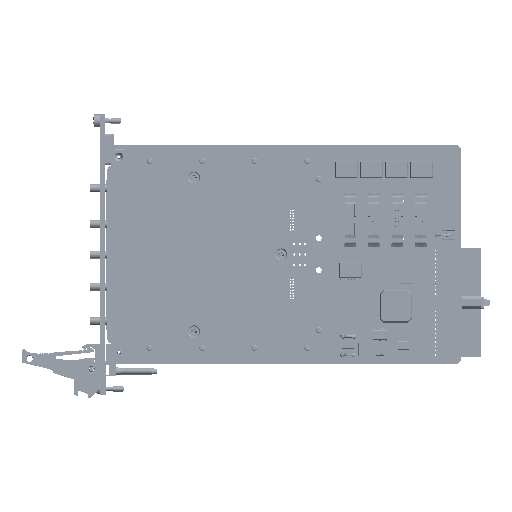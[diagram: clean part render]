
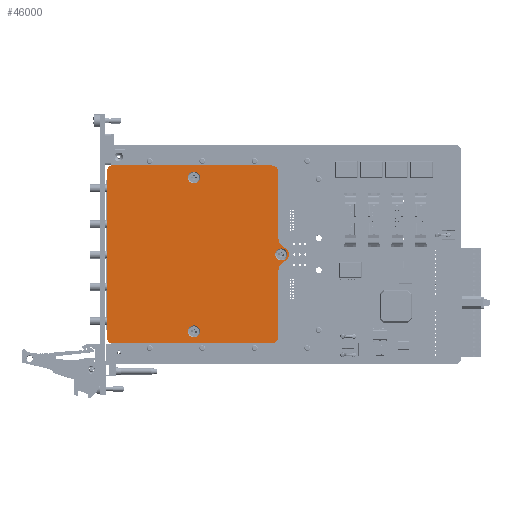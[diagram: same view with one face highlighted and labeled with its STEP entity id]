
A CAD part, top view. The second image highlights one B-rep face of the part: STEP entity #46000.
In plain terms, the highlighted planar face has unit normal (0, 0, 1).
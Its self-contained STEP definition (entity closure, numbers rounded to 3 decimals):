
#28509 = EDGE_CURVE ( 'NONE', #188655, #34040, #197188, .T. ) ;
#28514 = EDGE_CURVE ( 'NONE', #188673, #188655, #197219, .T. ) ;
#28530 = EDGE_CURVE ( 'NONE', #188657, #33589, #197230, .T. ) ;
#28535 = EDGE_CURVE ( 'NONE', #33589, #188653, #197234, .T. ) ;
#28545 = EDGE_CURVE ( 'NONE', #188653, #34048, #197249, .T. ) ;
#28551 = EDGE_CURVE ( 'NONE', #34048, #33583, #197251, .T. ) ;
#28566 = EDGE_CURVE ( 'NONE', #33626, #33628, #197259, .T. ) ;
#28577 = EDGE_CURVE ( 'NONE', #33997, #33990, #197271, .T. ) ;
#28592 = EDGE_CURVE ( 'NONE', #84758, #84758, #197285, .T. ) ;
#28596 = EDGE_CURVE ( 'NONE', #84760, #84760, #197288, .T. ) ;
#28599 = EDGE_CURVE ( 'NONE', #33583, #33990, #197282, .T. ) ;
#28602 = EDGE_CURVE ( 'NONE', #188657, #188673, #197280, .T. ) ;
#28605 = EDGE_CURVE ( 'NONE', #34040, #33626, #197294, .T. ) ;
#32302 = EDGE_LOOP ( 'NONE', ( #55404 ) ) ;
#32325 = EDGE_LOOP ( 'NONE', ( #55406 ) ) ;
#33243 = EDGE_LOOP ( 'NONE', ( #55408 ) ) ;
#33252 = EDGE_LOOP ( 'NONE', ( #55410, #55412, #55414, #55416, #55418, #55420, #55422, #55424, #55427, #55430, #55433, #55436 ) ) ;
#33583 = VERTEX_POINT ( 'NONE', #101966 ) ;
#33589 = VERTEX_POINT ( 'NONE', #101978 ) ;
#33626 = VERTEX_POINT ( 'NONE', #102009 ) ;
#33628 = VERTEX_POINT ( 'NONE', #102002 ) ;
#33990 = VERTEX_POINT ( 'NONE', #71977 ) ;
#33997 = VERTEX_POINT ( 'NONE', #71981 ) ;
#34040 = VERTEX_POINT ( 'NONE', #72008 ) ;
#34048 = VERTEX_POINT ( 'NONE', #72013 ) ;
#46000 = ADVANCED_FACE ( 'NONE', ( #232303, #232305, #232301, #232306 ), #92049, .F. ) ;
#55404 = ORIENTED_EDGE ( 'NONE', *, *, #28596, .F. ) ;
#55406 = ORIENTED_EDGE ( 'NONE', *, *, #28592, .F. ) ;
#55408 = ORIENTED_EDGE ( 'NONE', *, *, #222911, .F. ) ;
#55410 = ORIENTED_EDGE ( 'NONE', *, *, #221487, .T. ) ;
#55412 = ORIENTED_EDGE ( 'NONE', *, *, #28577, .T. ) ;
#55414 = ORIENTED_EDGE ( 'NONE', *, *, #28599, .F. ) ;
#55416 = ORIENTED_EDGE ( 'NONE', *, *, #28551, .F. ) ;
#55418 = ORIENTED_EDGE ( 'NONE', *, *, #28545, .F. ) ;
#55420 = ORIENTED_EDGE ( 'NONE', *, *, #28535, .F. ) ;
#55422 = ORIENTED_EDGE ( 'NONE', *, *, #28530, .F. ) ;
#55424 = ORIENTED_EDGE ( 'NONE', *, *, #28602, .T. ) ;
#55427 = ORIENTED_EDGE ( 'NONE', *, *, #28514, .T. ) ;
#55430 = ORIENTED_EDGE ( 'NONE', *, *, #28509, .T. ) ;
#55433 = ORIENTED_EDGE ( 'NONE', *, *, #28605, .T. ) ;
#55436 = ORIENTED_EDGE ( 'NONE', *, *, #28566, .T. ) ;
#66817 = CARTESIAN_POINT ( 'NONE',  ( -38.954, 32.777, 10.031 ) ) ;
#66819 = CARTESIAN_POINT ( 'NONE',  ( -38.954, -37.618, 10.031 ) ) ;
#67802 = CARTESIAN_POINT ( 'NONE',  ( 0.974, -2.417, 10.031 ) ) ;
#68625 = VERTEX_POINT ( 'NONE', #67802 ) ;
#71977 = CARTESIAN_POINT ( 'NONE',  ( -3.092, -40.117, 10.031 ) ) ;
#71981 = CARTESIAN_POINT ( 'NONE',  ( -6.092, -43.117, 10.031 ) ) ;
#72008 = CARTESIAN_POINT ( 'NONE',  ( -81.306, 36.283, 10.031 ) ) ;
#72013 = CARTESIAN_POINT ( 'NONE',  ( -0.265, -5.574, 10.031 ) ) ;
#80006 = AXIS2_PLACEMENT_3D ( 'NONE', #92226, #92231, #92234 ) ;
#84758 = VERTEX_POINT ( 'NONE', #66817 ) ;
#84760 = VERTEX_POINT ( 'NONE', #66819 ) ;
#92049 = PLANE ( 'NONE',  #80006 ) ;
#92226 = CARTESIAN_POINT ( 'NONE',  ( -79.306, 36.283, 10.031 ) ) ;
#92231 = DIRECTION ( 'NONE',  ( 0., 0., -1. ) ) ;
#92234 = DIRECTION ( 'NONE',  ( -1., 0., 0. ) ) ;
#95296 = CARTESIAN_POINT ( 'NONE',  ( -79.306, 36.283, 10.031 ) ) ;
#95299 = DIRECTION ( 'NONE',  ( 0., 0., 1. ) ) ;
#95301 = DIRECTION ( 'NONE',  ( -1., 0., 0. ) ) ;
#95305 = CARTESIAN_POINT ( 'NONE',  ( 11.394, 38.283, 10.031 ) ) ;
#95308 = DIRECTION ( 'NONE',  ( -1., 0., 0. ) ) ;
#95313 = CARTESIAN_POINT ( 'NONE',  ( -3.092, 38.283, 10.031 ) ) ;
#95335 = DIRECTION ( 'NONE',  ( 0., -1., 0. ) ) ;
#95352 = CARTESIAN_POINT ( 'NONE',  ( 1.908, 5.235, 10.031 ) ) ;
#95354 = DIRECTION ( 'NONE',  ( 0., 0., 1. ) ) ;
#95357 = DIRECTION ( 'NONE',  ( -1., 0., 0. ) ) ;
#95382 = CARTESIAN_POINT ( 'NONE',  ( -1.785, -2.421, 10.031 ) ) ;
#95386 = DIRECTION ( 'NONE',  ( 0., 0., -1. ) ) ;
#95389 = DIRECTION ( 'NONE',  ( 1., 0., 0. ) ) ;
#95415 = CARTESIAN_POINT ( 'NONE',  ( 1.908, -10.077, 10.031 ) ) ;
#95421 = DIRECTION ( 'NONE',  ( 0., 0., 1. ) ) ;
#95425 = DIRECTION ( 'NONE',  ( 1., 0., 0. ) ) ;
#95490 = CARTESIAN_POINT ( 'NONE',  ( -79.306, -41.117, 10.031 ) ) ;
#95491 = DIRECTION ( 'NONE',  ( 0., 0., 1. ) ) ;
#95495 = DIRECTION ( 'NONE',  ( 1., 0., 0. ) ) ;
#95539 = CARTESIAN_POINT ( 'NONE',  ( -6.092, -40.117, 10.031 ) ) ;
#95544 = DIRECTION ( 'NONE',  ( 0., 0., 1. ) ) ;
#95547 = DIRECTION ( 'NONE',  ( -1., 0., 0. ) ) ;
#95590 = CARTESIAN_POINT ( 'NONE',  ( -3.092, -10.077, 10.031 ) ) ;
#95614 = CARTESIAN_POINT ( 'NONE',  ( -41.704, 32.777, 10.031 ) ) ;
#95618 = DIRECTION ( 'NONE',  ( 0., 0., 1. ) ) ;
#95622 = DIRECTION ( 'NONE',  ( 1., 0., 0. ) ) ;
#95628 = CARTESIAN_POINT ( 'NONE',  ( -81.306, 36.283, 10.031 ) ) ;
#95648 = CARTESIAN_POINT ( 'NONE',  ( -41.704, -37.618, 10.031 ) ) ;
#95652 = DIRECTION ( 'NONE',  ( 0., 0., 1. ) ) ;
#95656 = DIRECTION ( 'NONE',  ( 1., 0., 0. ) ) ;
#95661 = DIRECTION ( 'NONE',  ( 0., -1., 0. ) ) ;
#95666 = DIRECTION ( 'NONE',  ( 0., -1., 0. ) ) ;
#95683 = CARTESIAN_POINT ( 'NONE',  ( -6.092, 35.283, 10.031 ) ) ;
#95687 = DIRECTION ( 'NONE',  ( 0., 0., 1. ) ) ;
#95690 = DIRECTION ( 'NONE',  ( -1., 0., 0. ) ) ;
#101966 = CARTESIAN_POINT ( 'NONE',  ( -3.092, -10.077, 10.031 ) ) ;
#101978 = CARTESIAN_POINT ( 'NONE',  ( -3.092, 5.235, 10.031 ) ) ;
#102002 = CARTESIAN_POINT ( 'NONE',  ( -79.306, -43.117, 10.031 ) ) ;
#102009 = CARTESIAN_POINT ( 'NONE',  ( -81.306, -41.117, 10.031 ) ) ;
#110833 = AXIS2_PLACEMENT_3D ( 'NONE', #95296, #95299, #95301 ) ;
#110839 = AXIS2_PLACEMENT_3D ( 'NONE', #95352, #95354, #95357 ) ;
#110849 = AXIS2_PLACEMENT_3D ( 'NONE', #95382, #95386, #95389 ) ;
#110857 = AXIS2_PLACEMENT_3D ( 'NONE', #95415, #95421, #95425 ) ;
#110869 = AXIS2_PLACEMENT_3D ( 'NONE', #95490, #95491, #95495 ) ;
#110879 = AXIS2_PLACEMENT_3D ( 'NONE', #95539, #95544, #95547 ) ;
#110892 = AXIS2_PLACEMENT_3D ( 'NONE', #95614, #95618, #95622 ) ;
#110902 = AXIS2_PLACEMENT_3D ( 'NONE', #95648, #95652, #95656 ) ;
#110906 = AXIS2_PLACEMENT_3D ( 'NONE', #95683, #95687, #95690 ) ;
#126709 = LINE ( 'NONE', #149757, #126721 ) ;
#126721 = VECTOR ( 'NONE', #149796, 1000. ) ;
#127512 = CIRCLE ( 'NONE', #221877, 2.75 ) ;
#149757 = CARTESIAN_POINT ( 'NONE',  ( -79.306, -43.117, 10.031 ) ) ;
#149796 = DIRECTION ( 'NONE',  ( 1., 0., 0. ) ) ;
#151282 = CARTESIAN_POINT ( 'NONE',  ( -1.776, -2.417, 10.031 ) ) ;
#151284 = DIRECTION ( 'NONE',  ( 0., 0., 1. ) ) ;
#151286 = DIRECTION ( 'NONE',  ( 1., 0., 0. ) ) ;
#188653 = VERTEX_POINT ( 'NONE', #224261 ) ;
#188655 = VERTEX_POINT ( 'NONE', #224265 ) ;
#188657 = VERTEX_POINT ( 'NONE', #224254 ) ;
#188673 = VERTEX_POINT ( 'NONE', #224288 ) ;
#197188 = CIRCLE ( 'NONE', #110833, 2. ) ;
#197219 = LINE ( 'NONE', #95305, #197225 ) ;
#197225 = VECTOR ( 'NONE', #95308, 1000. ) ;
#197230 = LINE ( 'NONE', #95313, #197239 ) ;
#197234 = CIRCLE ( 'NONE', #110839, 5. ) ;
#197239 = VECTOR ( 'NONE', #95335, 1000. ) ;
#197249 = CIRCLE ( 'NONE', #110849, 3.5 ) ;
#197251 = CIRCLE ( 'NONE', #110857, 5. ) ;
#197259 = CIRCLE ( 'NONE', #110869, 2. ) ;
#197271 = CIRCLE ( 'NONE', #110879, 3. ) ;
#197280 = CIRCLE ( 'NONE', #110906, 3. ) ;
#197282 = LINE ( 'NONE', #95590, #197292 ) ;
#197285 = CIRCLE ( 'NONE', #110892, 2.75 ) ;
#197288 = CIRCLE ( 'NONE', #110902, 2.75 ) ;
#197292 = VECTOR ( 'NONE', #95661, 1000. ) ;
#197294 = LINE ( 'NONE', #95628, #197295 ) ;
#197295 = VECTOR ( 'NONE', #95666, 1000. ) ;
#221487 = EDGE_CURVE ( 'NONE', #33628, #33997, #126709, .T. ) ;
#221877 = AXIS2_PLACEMENT_3D ( 'NONE', #151282, #151284, #151286 ) ;
#222911 = EDGE_CURVE ( 'NONE', #68625, #68625, #127512, .T. ) ;
#224254 = CARTESIAN_POINT ( 'NONE',  ( -3.092, 35.283, 10.031 ) ) ;
#224261 = CARTESIAN_POINT ( 'NONE',  ( -0.265, 0.731, 10.031 ) ) ;
#224265 = CARTESIAN_POINT ( 'NONE',  ( -79.306, 38.283, 10.031 ) ) ;
#224288 = CARTESIAN_POINT ( 'NONE',  ( -6.092, 38.283, 10.031 ) ) ;
#232301 = FACE_BOUND ( 'NONE', #33243, .T. ) ;
#232303 = FACE_BOUND ( 'NONE', #32302, .T. ) ;
#232305 = FACE_BOUND ( 'NONE', #32325, .T. ) ;
#232306 = FACE_OUTER_BOUND ( 'NONE', #33252, .T. ) ;
